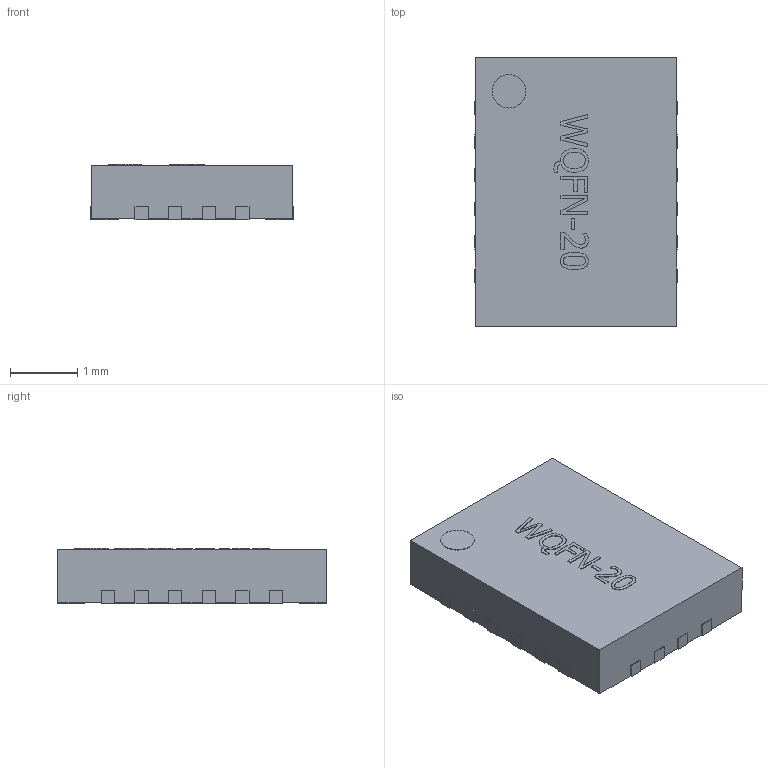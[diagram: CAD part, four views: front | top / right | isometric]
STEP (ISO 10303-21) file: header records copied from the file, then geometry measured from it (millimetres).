
FILE_DESCRIPTION (( 'STEP AP214' ), '1' );
FILE_NAME ('User Library-WQFN20.STEP', '2020-03-03T02:16:54', ( '' ), ( '' ), 'SwSTEP 2.0', 'SolidWorks 2019', '' );
FILE_SCHEMA (( 'AUTOMOTIVE_DESIGN' ));
Length unit declared in the file: millimetre
Products named in the file (1): User Library-WQFN20
Bounding box: 3.02 x 4.02 x 0.82 mm (x, y, z)
Volume: 9.7 mm3; surface area: 35.8 mm2
Topology: 1 solids, 1 shells, 231 faces, 654 edges, 436 vertices
Faces by surface type: plane 188, bspline 41, cylinder 2
Entity records: 10065 total; most frequent: CARTESIAN_POINT 1855, ORIENTED_EDGE 1308, DIRECTION 958, EDGE_CURVE 654, VECTOR 568, LINE 568, VERTEX_POINT 436, EDGE_LOOP 242
